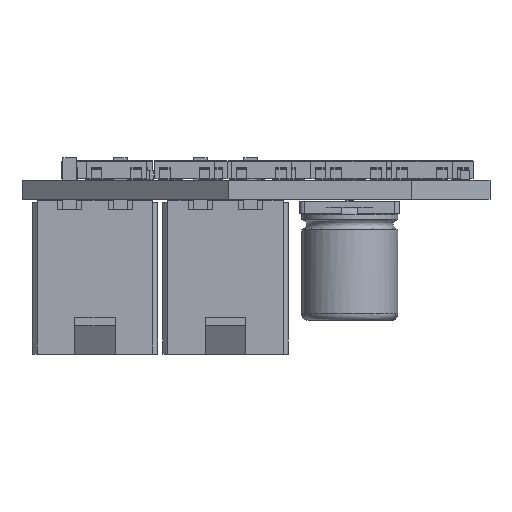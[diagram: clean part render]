
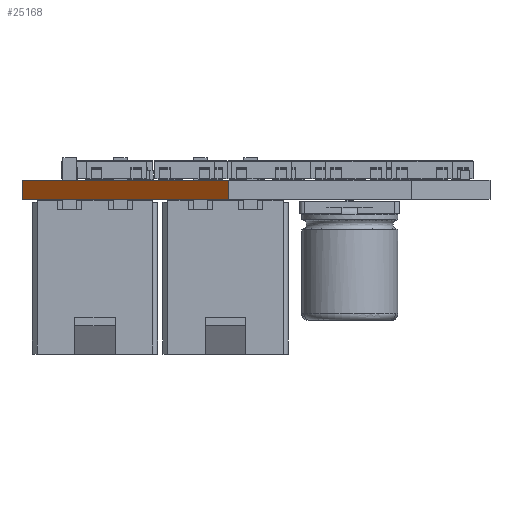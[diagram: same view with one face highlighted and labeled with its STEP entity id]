
A CAD part, left-side view. The second image highlights one B-rep face of the part: STEP entity #25168.
In plain terms, the highlighted planar face has unit normal (-0.732, 0.682, 0).
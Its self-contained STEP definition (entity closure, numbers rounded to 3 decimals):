
#23344 = PLANE('',#23345);
#23345 = AXIS2_PLACEMENT_3D('',#23346,#23347,#23348);
#23346 = CARTESIAN_POINT('',(120.586,-80.403,1.58));
#23347 = DIRECTION('',(-0.,-0.,-1.));
#23348 = DIRECTION('',(-1.,0.,0.));
#23398 = PLANE('',#23399);
#23399 = AXIS2_PLACEMENT_3D('',#23400,#23401,#23402);
#23400 = CARTESIAN_POINT('',(120.586,-80.403,0.));
#23401 = DIRECTION('',(-0.,-0.,-1.));
#23402 = DIRECTION('',(-1.,0.,0.));
#23431 = PLANE('',#23432);
#23432 = AXIS2_PLACEMENT_3D('',#23433,#23434,#23435);
#23433 = CARTESIAN_POINT('',(83.718,-60.35,0.));
#23434 = DIRECTION('',(0.,1.,0.));
#23435 = DIRECTION('',(1.,0.,0.));
#23619 = VERTEX_POINT('',#23620);
#23620 = CARTESIAN_POINT('',(67.716,-77.521,0.));
#23634 = PLANE('',#23635);
#23635 = AXIS2_PLACEMENT_3D('',#23636,#23637,#23638);
#23636 = CARTESIAN_POINT('',(67.7,-92.7,0.));
#23637 = DIRECTION('',(-1.,0.001,0.));
#23638 = DIRECTION('',(0.001,1.,0.));
#23646 = EDGE_CURVE('',#23619,#23647,#23649,.T.);
#23647 = VERTEX_POINT('',#23648);
#23648 = CARTESIAN_POINT('',(83.718,-60.35,0.));
#23649 = SURFACE_CURVE('',#23650,(#23654,#23661),.PCURVE_S1.);
#23650 = LINE('',#23651,#23652);
#23651 = CARTESIAN_POINT('',(67.716,-77.521,0.));
#23652 = VECTOR('',#23653,1.);
#23653 = DIRECTION('',(0.682,0.732,0.));
#23654 = PCURVE('',#23398,#23655);
#23655 = DEFINITIONAL_REPRESENTATION('',(#23656),#23660);
#23656 = LINE('',#23657,#23658);
#23657 = CARTESIAN_POINT('',(52.87,2.882));
#23658 = VECTOR('',#23659,1.);
#23659 = DIRECTION('',(-0.682,0.732));
#23660 = ( GEOMETRIC_REPRESENTATION_CONTEXT(2) 
PARAMETRIC_REPRESENTATION_CONTEXT() REPRESENTATION_CONTEXT('2D SPACE',''
  ) );
#23661 = PCURVE('',#23662,#23667);
#23662 = PLANE('',#23663);
#23663 = AXIS2_PLACEMENT_3D('',#23664,#23665,#23666);
#23664 = CARTESIAN_POINT('',(67.716,-77.521,0.));
#23665 = DIRECTION('',(-0.732,0.682,0.));
#23666 = DIRECTION('',(0.682,0.732,0.));
#23667 = DEFINITIONAL_REPRESENTATION('',(#23668),#23672);
#23668 = LINE('',#23669,#23670);
#23669 = CARTESIAN_POINT('',(0.,0.));
#23670 = VECTOR('',#23671,1.);
#23671 = DIRECTION('',(1.,0.));
#23672 = ( GEOMETRIC_REPRESENTATION_CONTEXT(2) 
PARAMETRIC_REPRESENTATION_CONTEXT() REPRESENTATION_CONTEXT('2D SPACE',''
  ) );
#24448 = VERTEX_POINT('',#24449);
#24449 = CARTESIAN_POINT('',(67.716,-77.521,1.58));
#24470 = EDGE_CURVE('',#24448,#24471,#24473,.T.);
#24471 = VERTEX_POINT('',#24472);
#24472 = CARTESIAN_POINT('',(83.718,-60.35,1.58));
#24473 = SURFACE_CURVE('',#24474,(#24478,#24485),.PCURVE_S1.);
#24474 = LINE('',#24475,#24476);
#24475 = CARTESIAN_POINT('',(67.716,-77.521,1.58));
#24476 = VECTOR('',#24477,1.);
#24477 = DIRECTION('',(0.682,0.732,0.));
#24478 = PCURVE('',#23344,#24479);
#24479 = DEFINITIONAL_REPRESENTATION('',(#24480),#24484);
#24480 = LINE('',#24481,#24482);
#24481 = CARTESIAN_POINT('',(52.87,2.882));
#24482 = VECTOR('',#24483,1.);
#24483 = DIRECTION('',(-0.682,0.732));
#24484 = ( GEOMETRIC_REPRESENTATION_CONTEXT(2) 
PARAMETRIC_REPRESENTATION_CONTEXT() REPRESENTATION_CONTEXT('2D SPACE',''
  ) );
#24485 = PCURVE('',#23662,#24486);
#24486 = DEFINITIONAL_REPRESENTATION('',(#24487),#24491);
#24487 = LINE('',#24488,#24489);
#24488 = CARTESIAN_POINT('',(0.,-1.58));
#24489 = VECTOR('',#24490,1.);
#24490 = DIRECTION('',(1.,0.));
#24491 = ( GEOMETRIC_REPRESENTATION_CONTEXT(2) 
PARAMETRIC_REPRESENTATION_CONTEXT() REPRESENTATION_CONTEXT('2D SPACE',''
  ) );
#25118 = EDGE_CURVE('',#23647,#24471,#25119,.T.);
#25119 = SURFACE_CURVE('',#25120,(#25124,#25131),.PCURVE_S1.);
#25120 = LINE('',#25121,#25122);
#25121 = CARTESIAN_POINT('',(83.718,-60.35,0.));
#25122 = VECTOR('',#25123,1.);
#25123 = DIRECTION('',(0.,0.,1.));
#25124 = PCURVE('',#23431,#25125);
#25125 = DEFINITIONAL_REPRESENTATION('',(#25126),#25130);
#25126 = LINE('',#25127,#25128);
#25127 = CARTESIAN_POINT('',(0.,0.));
#25128 = VECTOR('',#25129,1.);
#25129 = DIRECTION('',(0.,-1.));
#25130 = ( GEOMETRIC_REPRESENTATION_CONTEXT(2) 
PARAMETRIC_REPRESENTATION_CONTEXT() REPRESENTATION_CONTEXT('2D SPACE',''
  ) );
#25131 = PCURVE('',#23662,#25132);
#25132 = DEFINITIONAL_REPRESENTATION('',(#25133),#25137);
#25133 = LINE('',#25134,#25135);
#25134 = CARTESIAN_POINT('',(23.471,0.));
#25135 = VECTOR('',#25136,1.);
#25136 = DIRECTION('',(0.,-1.));
#25137 = ( GEOMETRIC_REPRESENTATION_CONTEXT(2) 
PARAMETRIC_REPRESENTATION_CONTEXT() REPRESENTATION_CONTEXT('2D SPACE',''
  ) );
#25168 = ADVANCED_FACE('',(#25169),#23662,.T.);
#25169 = FACE_BOUND('',#25170,.T.);
#25170 = EDGE_LOOP('',(#25171,#25192,#25193,#25194));
#25171 = ORIENTED_EDGE('',*,*,#25172,.T.);
#25172 = EDGE_CURVE('',#23619,#24448,#25173,.T.);
#25173 = SURFACE_CURVE('',#25174,(#25178,#25185),.PCURVE_S1.);
#25174 = LINE('',#25175,#25176);
#25175 = CARTESIAN_POINT('',(67.716,-77.521,0.));
#25176 = VECTOR('',#25177,1.);
#25177 = DIRECTION('',(0.,0.,1.));
#25178 = PCURVE('',#23662,#25179);
#25179 = DEFINITIONAL_REPRESENTATION('',(#25180),#25184);
#25180 = LINE('',#25181,#25182);
#25181 = CARTESIAN_POINT('',(0.,0.));
#25182 = VECTOR('',#25183,1.);
#25183 = DIRECTION('',(0.,-1.));
#25184 = ( GEOMETRIC_REPRESENTATION_CONTEXT(2) 
PARAMETRIC_REPRESENTATION_CONTEXT() REPRESENTATION_CONTEXT('2D SPACE',''
  ) );
#25185 = PCURVE('',#23634,#25186);
#25186 = DEFINITIONAL_REPRESENTATION('',(#25187),#25191);
#25187 = LINE('',#25188,#25189);
#25188 = CARTESIAN_POINT('',(15.179,0.));
#25189 = VECTOR('',#25190,1.);
#25190 = DIRECTION('',(0.,-1.));
#25191 = ( GEOMETRIC_REPRESENTATION_CONTEXT(2) 
PARAMETRIC_REPRESENTATION_CONTEXT() REPRESENTATION_CONTEXT('2D SPACE',''
  ) );
#25192 = ORIENTED_EDGE('',*,*,#24470,.T.);
#25193 = ORIENTED_EDGE('',*,*,#25118,.F.);
#25194 = ORIENTED_EDGE('',*,*,#23646,.F.);
